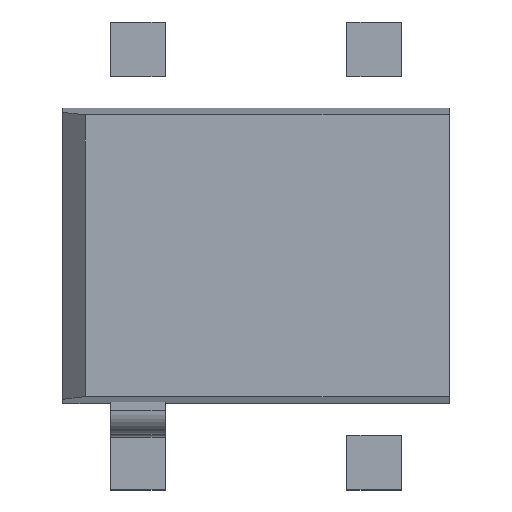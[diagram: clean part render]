
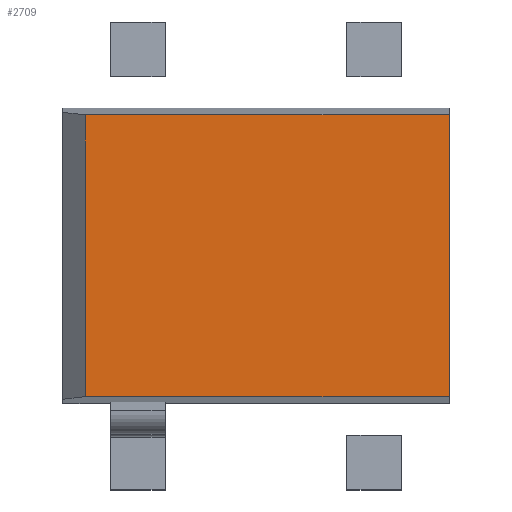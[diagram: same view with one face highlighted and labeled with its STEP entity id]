
A CAD part, top view. The second image highlights one B-rep face of the part: STEP entity #2709.
In plain terms, the highlighted planar face has unit normal (0, 0, 1).
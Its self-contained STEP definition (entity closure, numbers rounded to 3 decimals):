
#2052 = PLANE('',#2053);
#2053 = AXIS2_PLACEMENT_3D('',#2054,#2055,#2056);
#2054 = CARTESIAN_POINT('',(-4.255,-3.1,2.9));
#2055 = DIRECTION('',(0.,0.993,-0.115
    ));
#2056 = DIRECTION('',(0.,-0.115,
    -0.993));
#2193 = VERTEX_POINT('',#2194);
#2194 = CARTESIAN_POINT('',(-3.755,-3.1,2.9));
#2210 = PLANE('',#2211);
#2211 = AXIS2_PLACEMENT_3D('',#2212,#2213,#2214);
#2212 = CARTESIAN_POINT('',(-4.005,3.1,2.65));
#2213 = DIRECTION('',(0.707,0.,-0.707)
  );
#2214 = DIRECTION('',(0.,-1.,0.));
#2222 = EDGE_CURVE('',#2193,#2223,#2225,.T.);
#2223 = VERTEX_POINT('',#2224);
#2224 = CARTESIAN_POINT('',(4.255,-3.1,2.9));
#2225 = SURFACE_CURVE('',#2226,(#2230,#2237),.PCURVE_S1.);
#2226 = LINE('',#2227,#2228);
#2227 = CARTESIAN_POINT('',(-4.255,-3.1,2.9));
#2228 = VECTOR('',#2229,1.);
#2229 = DIRECTION('',(1.,0.,0.));
#2230 = PCURVE('',#2052,#2231);
#2231 = DEFINITIONAL_REPRESENTATION('',(#2232),#2236);
#2232 = LINE('',#2233,#2234);
#2233 = CARTESIAN_POINT('',(-0.,0.));
#2234 = VECTOR('',#2235,1.);
#2235 = DIRECTION('',(0.,-1.));
#2236 = ( GEOMETRIC_REPRESENTATION_CONTEXT(2) 
PARAMETRIC_REPRESENTATION_CONTEXT() REPRESENTATION_CONTEXT('2D SPACE',''
  ) );
#2237 = PCURVE('',#2238,#2243);
#2238 = PLANE('',#2239);
#2239 = AXIS2_PLACEMENT_3D('',#2240,#2241,#2242);
#2240 = CARTESIAN_POINT('',(-4.255,3.1,2.9));
#2241 = DIRECTION('',(0.,0.,-1.));
#2242 = DIRECTION('',(0.,-1.,0.));
#2243 = DEFINITIONAL_REPRESENTATION('',(#2244),#2248);
#2244 = LINE('',#2245,#2246);
#2245 = CARTESIAN_POINT('',(6.2,0.));
#2246 = VECTOR('',#2247,1.);
#2247 = DIRECTION('',(0.,-1.));
#2248 = ( GEOMETRIC_REPRESENTATION_CONTEXT(2) 
PARAMETRIC_REPRESENTATION_CONTEXT() REPRESENTATION_CONTEXT('2D SPACE',''
  ) );
#2266 = PLANE('',#2267);
#2267 = AXIS2_PLACEMENT_3D('',#2268,#2269,#2270);
#2268 = CARTESIAN_POINT('',(4.255,-3.1,2.9));
#2269 = DIRECTION('',(-1.,0.,0.));
#2270 = DIRECTION('',(0.,-1.,0.));
#2387 = VERTEX_POINT('',#2388);
#2388 = CARTESIAN_POINT('',(-3.755,3.1,2.9));
#2404 = PLANE('',#2405);
#2405 = AXIS2_PLACEMENT_3D('',#2406,#2407,#2408);
#2406 = CARTESIAN_POINT('',(-4.255,3.25,1.6));
#2407 = DIRECTION('',(0.,-0.993,
    -0.115));
#2408 = DIRECTION('',(0.,-0.115,0.993)
  );
#2416 = EDGE_CURVE('',#2387,#2193,#2417,.T.);
#2417 = SURFACE_CURVE('',#2418,(#2422,#2429),.PCURVE_S1.);
#2418 = LINE('',#2419,#2420);
#2419 = CARTESIAN_POINT('',(-3.755,3.1,2.9));
#2420 = VECTOR('',#2421,1.);
#2421 = DIRECTION('',(0.,-1.,0.));
#2422 = PCURVE('',#2210,#2423);
#2423 = DEFINITIONAL_REPRESENTATION('',(#2424),#2428);
#2424 = LINE('',#2425,#2426);
#2425 = CARTESIAN_POINT('',(0.,-0.354));
#2426 = VECTOR('',#2427,1.);
#2427 = DIRECTION('',(1.,0.));
#2428 = ( GEOMETRIC_REPRESENTATION_CONTEXT(2) 
PARAMETRIC_REPRESENTATION_CONTEXT() REPRESENTATION_CONTEXT('2D SPACE',''
  ) );
#2429 = PCURVE('',#2238,#2430);
#2430 = DEFINITIONAL_REPRESENTATION('',(#2431),#2435);
#2431 = LINE('',#2432,#2433);
#2432 = CARTESIAN_POINT('',(0.,-0.5));
#2433 = VECTOR('',#2434,1.);
#2434 = DIRECTION('',(1.,0.));
#2435 = ( GEOMETRIC_REPRESENTATION_CONTEXT(2) 
PARAMETRIC_REPRESENTATION_CONTEXT() REPRESENTATION_CONTEXT('2D SPACE',''
  ) );
#2667 = VERTEX_POINT('',#2668);
#2668 = CARTESIAN_POINT('',(4.255,3.1,2.9));
#2689 = EDGE_CURVE('',#2667,#2223,#2690,.T.);
#2690 = SURFACE_CURVE('',#2691,(#2695,#2702),.PCURVE_S1.);
#2691 = LINE('',#2692,#2693);
#2692 = CARTESIAN_POINT('',(4.255,3.1,2.9));
#2693 = VECTOR('',#2694,1.);
#2694 = DIRECTION('',(0.,-1.,0.));
#2695 = PCURVE('',#2266,#2696);
#2696 = DEFINITIONAL_REPRESENTATION('',(#2697),#2701);
#2697 = LINE('',#2698,#2699);
#2698 = CARTESIAN_POINT('',(-6.2,0.));
#2699 = VECTOR('',#2700,1.);
#2700 = DIRECTION('',(1.,0.));
#2701 = ( GEOMETRIC_REPRESENTATION_CONTEXT(2) 
PARAMETRIC_REPRESENTATION_CONTEXT() REPRESENTATION_CONTEXT('2D SPACE',''
  ) );
#2702 = PCURVE('',#2238,#2703);
#2703 = DEFINITIONAL_REPRESENTATION('',(#2704),#2708);
#2704 = LINE('',#2705,#2706);
#2705 = CARTESIAN_POINT('',(0.,-8.51));
#2706 = VECTOR('',#2707,1.);
#2707 = DIRECTION('',(1.,0.));
#2708 = ( GEOMETRIC_REPRESENTATION_CONTEXT(2) 
PARAMETRIC_REPRESENTATION_CONTEXT() REPRESENTATION_CONTEXT('2D SPACE',''
  ) );
#2709 = ADVANCED_FACE('',(#2710),#2238,.F.);
#2710 = FACE_BOUND('',#2711,.F.);
#2711 = EDGE_LOOP('',(#2712,#2733,#2734,#2735));
#2712 = ORIENTED_EDGE('',*,*,#2713,.T.);
#2713 = EDGE_CURVE('',#2387,#2667,#2714,.T.);
#2714 = SURFACE_CURVE('',#2715,(#2719,#2726),.PCURVE_S1.);
#2715 = LINE('',#2716,#2717);
#2716 = CARTESIAN_POINT('',(-4.255,3.1,2.9));
#2717 = VECTOR('',#2718,1.);
#2718 = DIRECTION('',(1.,0.,0.));
#2719 = PCURVE('',#2238,#2720);
#2720 = DEFINITIONAL_REPRESENTATION('',(#2721),#2725);
#2721 = LINE('',#2722,#2723);
#2722 = CARTESIAN_POINT('',(0.,0.));
#2723 = VECTOR('',#2724,1.);
#2724 = DIRECTION('',(0.,-1.));
#2725 = ( GEOMETRIC_REPRESENTATION_CONTEXT(2) 
PARAMETRIC_REPRESENTATION_CONTEXT() REPRESENTATION_CONTEXT('2D SPACE',''
  ) );
#2726 = PCURVE('',#2404,#2727);
#2727 = DEFINITIONAL_REPRESENTATION('',(#2728),#2732);
#2728 = LINE('',#2729,#2730);
#2729 = CARTESIAN_POINT('',(1.309,0.));
#2730 = VECTOR('',#2731,1.);
#2731 = DIRECTION('',(0.,-1.));
#2732 = ( GEOMETRIC_REPRESENTATION_CONTEXT(2) 
PARAMETRIC_REPRESENTATION_CONTEXT() REPRESENTATION_CONTEXT('2D SPACE',''
  ) );
#2733 = ORIENTED_EDGE('',*,*,#2689,.T.);
#2734 = ORIENTED_EDGE('',*,*,#2222,.F.);
#2735 = ORIENTED_EDGE('',*,*,#2416,.F.);
